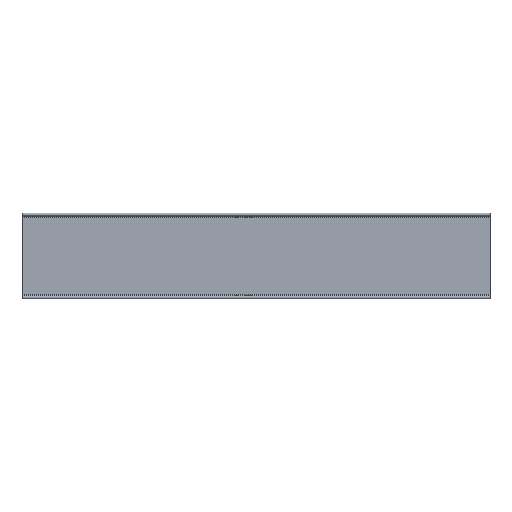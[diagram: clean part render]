
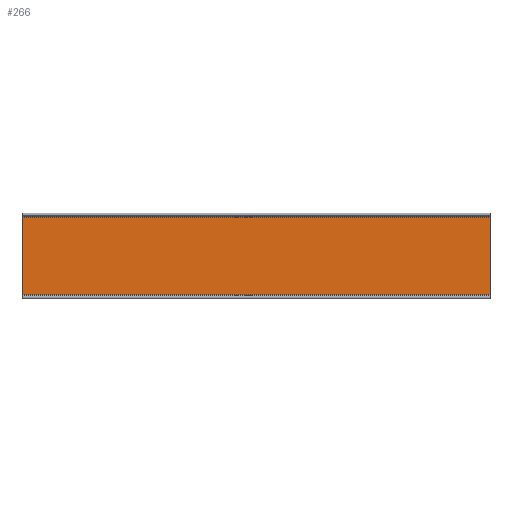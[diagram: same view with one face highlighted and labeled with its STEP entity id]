
A CAD part, top view. The second image highlights one B-rep face of the part: STEP entity #266.
In plain terms, the highlighted planar face has unit normal (0, 0, 1).
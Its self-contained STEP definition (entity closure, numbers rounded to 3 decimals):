
#40=FACE_OUTER_BOUND('',#54,.T.);
#54=EDGE_LOOP('',(#239,#240,#241,#242));
#64=LINE('',#403,#92);
#73=LINE('',#426,#101);
#77=LINE('',#436,#105);
#82=LINE('',#450,#110);
#92=VECTOR('',#324,10.);
#101=VECTOR('',#345,10.);
#105=VECTOR('',#355,10.);
#110=VECTOR('',#374,10.);
#120=VERTEX_POINT('',#400);
#121=VERTEX_POINT('',#402);
#128=VERTEX_POINT('',#422);
#132=VERTEX_POINT('',#434);
#146=EDGE_CURVE('',#121,#120,#64,.T.);
#158=EDGE_CURVE('',#121,#128,#73,.T.);
#163=EDGE_CURVE('',#132,#120,#77,.T.);
#170=EDGE_CURVE('',#132,#128,#82,.T.);
#239=ORIENTED_EDGE('',*,*,#158,.F.);
#240=ORIENTED_EDGE('',*,*,#146,.T.);
#241=ORIENTED_EDGE('',*,*,#163,.F.);
#242=ORIENTED_EDGE('',*,*,#170,.T.);
#252=PLANE('',#302);
#266=ADVANCED_FACE('',(#40),#252,.T.);
#302=AXIS2_PLACEMENT_3D('',#451,#375,#376);
#324=DIRECTION('',(0.,1.,0.));
#345=DIRECTION('',(-1.,0.,0.));
#355=DIRECTION('',(1.,0.,0.));
#374=DIRECTION('',(0.,-1.,0.));
#375=DIRECTION('center_axis',(0.,0.,1.));
#376=DIRECTION('ref_axis',(1.,0.,0.));
#400=CARTESIAN_POINT('',(79.,13.75,0.2));
#402=CARTESIAN_POINT('',(79.,0.75,0.2));
#403=CARTESIAN_POINT('',(79.,0.,0.2));
#422=CARTESIAN_POINT('',(0.,0.75,0.2));
#426=CARTESIAN_POINT('',(59.25,0.75,0.2));
#434=CARTESIAN_POINT('',(0.,13.75,0.2));
#436=CARTESIAN_POINT('',(19.75,13.75,0.2));
#450=CARTESIAN_POINT('',(0.,14.5,0.2));
#451=CARTESIAN_POINT('Origin',(39.5,7.25,0.2));
